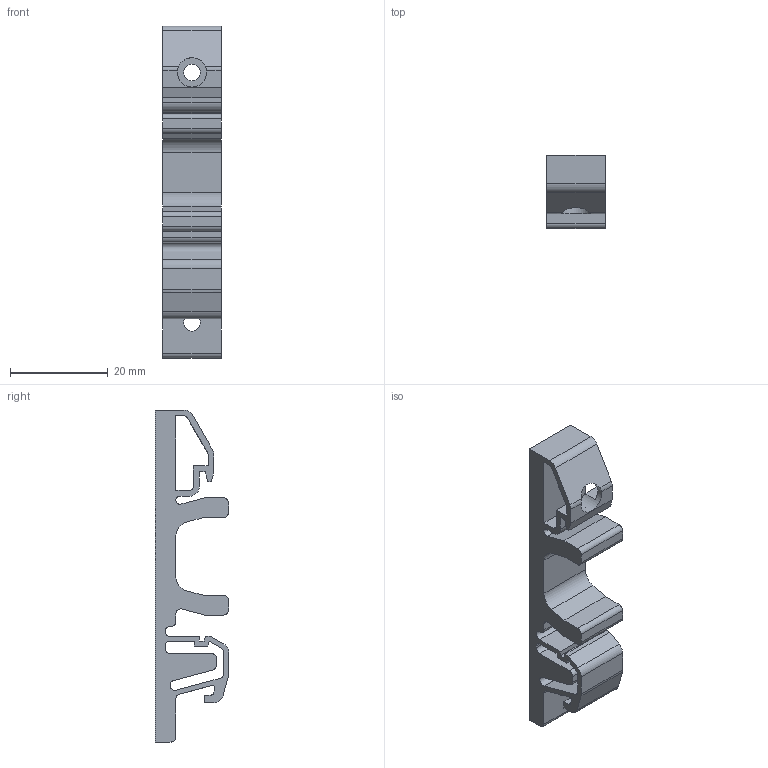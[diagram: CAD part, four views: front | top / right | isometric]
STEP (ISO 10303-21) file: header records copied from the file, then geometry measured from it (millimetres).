
FILE_DESCRIPTION(/* description */ (''),/* implementation_level */ '2;1');
FILE_NAME(/* name */ '5fc96cb898b5a51650d04bc3',/* time_stamp */ '2020-12-03T22:54:50+00:00',/* author */ (''),/* organization */ (''),/* preprocessor_version */ 'ST-DEVELOPER v16.7',/* originating_system */ $,/* authorisation */ $);
FILE_SCHEMA (('AUTOMOTIVE_DESIGN {1 0 10303 214 3 1 1}'));
Length unit declared in the file: metre
Products named in the file (1): Cable Clamp
Bounding box: 12 x 15 x 68 mm (x, y, z)
Volume: 5423.1 mm3; surface area: 4994.1 mm2
Topology: 1 solids, 1 shells, 222 faces, 709 edges, 497 vertices
Faces by surface type: plane 113, bspline 72, cylinder 36, cone 1
Full cylindrical faces by diameter (mm): 3.4 x1, 6 x1
Entity records: 8260 total; most frequent: CARTESIAN_POINT 2505, ORIENTED_EDGE 1412, DIRECTION 848, EDGE_CURVE 706, VERTEX_POINT 496, LINE 402, VECTOR 402, EDGE_LOOP 242
